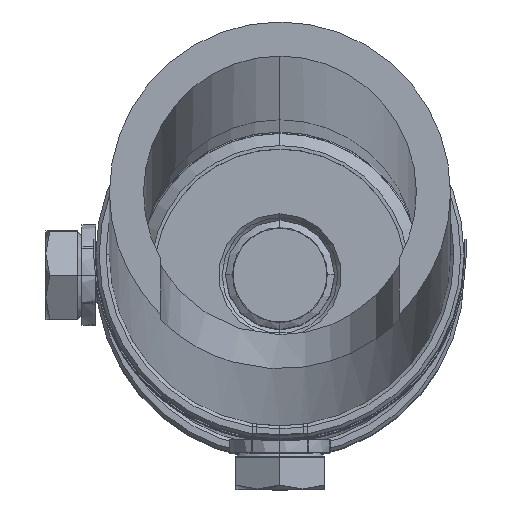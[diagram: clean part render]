
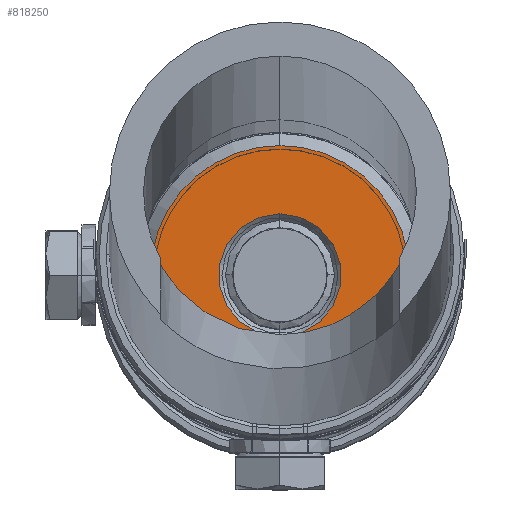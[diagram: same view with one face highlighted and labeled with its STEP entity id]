
A CAD part, top view. The second image highlights one B-rep face of the part: STEP entity #818250.
In plain terms, the highlighted planar face has unit normal (0, 0, 1).
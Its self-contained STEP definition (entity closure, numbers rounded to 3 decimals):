
#815140=CARTESIAN_POINT('',(0.,-19.,55.));
#815150=VERTEX_POINT('',#815140);
#815330=CARTESIAN_POINT('',(0.,19.,55.));
#815340=VERTEX_POINT('',#815330);
#815370=CARTESIAN_POINT('',(0.,0.,55.));
#815380=DIRECTION('',(0.,0.,1.));
#815390=DIRECTION('',(0.,1.,0.));
#815400=AXIS2_PLACEMENT_3D('',#815370,#815380,#815390);
#815410=CIRCLE('',#815400,19.);
#815420=EDGE_CURVE('',#815340,#815150,#815410,.T.);
#816490=CARTESIAN_POINT('',(0.,9.,55.))
;
#816500=VERTEX_POINT('',#816490);
#816530=CARTESIAN_POINT('',(0.,0.,55.));
#816540=DIRECTION('',(-0.,0.,-1.));
#816550=DIRECTION('',(0.,1.,0.));
#816560=AXIS2_PLACEMENT_3D('',#816530,#816540,#816550);
#816570=CIRCLE('',#816560,9.);
#816580=CARTESIAN_POINT('',(0.,-9.,55.));
#816590=VERTEX_POINT('',#816580);
#816600=EDGE_CURVE('',#816500,#816590,#816570,.T.);
#818100=CARTESIAN_POINT('',(0.,10.5,55.));
#818110=DIRECTION('',(0.,0.,-1.));
#818120=DIRECTION('',(0.,1.,0.));
#818130=AXIS2_PLACEMENT_3D('',#818100,#818110,#818120);
#818140=PLANE('',#818130);
#818150=EDGE_CURVE('',#815150,#815340,#815410,.T.);
#818160=ORIENTED_EDGE('',*,*,#818150,.T.);
#818170=ORIENTED_EDGE('',*,*,#815420,.T.);
#818180=EDGE_LOOP('',(#818170,#818160));
#818190=FACE_OUTER_BOUND('',#818180,.T.);
#818200=ORIENTED_EDGE('',*,*,#816600,.T.);
#818210=EDGE_CURVE('',#816590,#816500,#816570,.T.);
#818220=ORIENTED_EDGE('',*,*,#818210,.T.);
#818230=EDGE_LOOP('',(#818220,#818200));
#818240=FACE_BOUND('',#818230,.T.);
#818250=ADVANCED_FACE('',(#818190,#818240),#818140,.F.);
